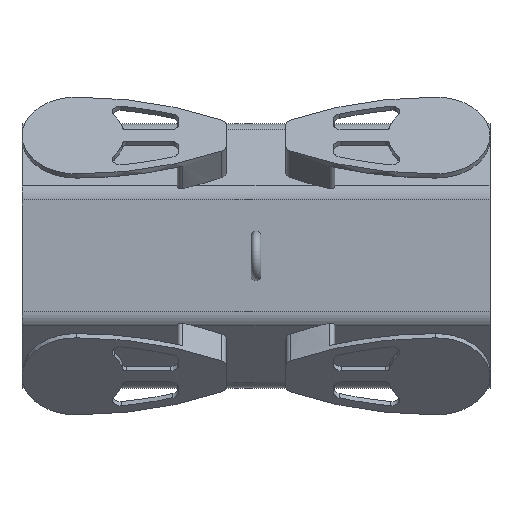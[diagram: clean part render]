
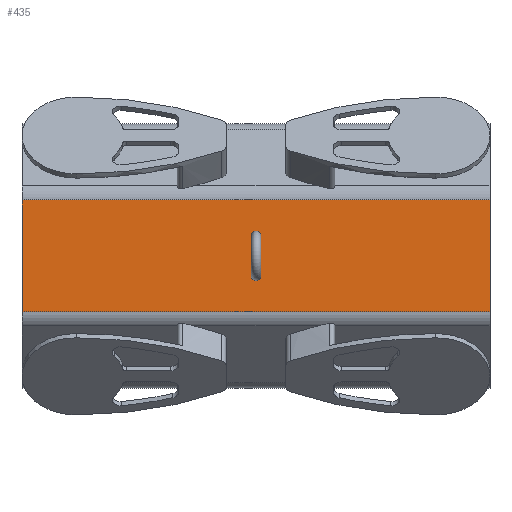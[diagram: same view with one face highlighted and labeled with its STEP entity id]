
A CAD part, top view. The second image highlights one B-rep face of the part: STEP entity #435.
In plain terms, the highlighted planar face has unit normal (0, 0, 1).
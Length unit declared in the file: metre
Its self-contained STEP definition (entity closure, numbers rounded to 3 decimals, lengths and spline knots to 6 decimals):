
#435 = ADVANCED_FACE( '', ( #898, #899, #900 ), #901, .T. );
#898 = FACE_BOUND( '', #1356, .T. );
#899 = FACE_BOUND( '', #1357, .T. );
#900 = FACE_OUTER_BOUND( '', #1358, .T. );
#901 = PLANE( '', #1359 );
#1356 = EDGE_LOOP( '', ( #2687 ) );
#1357 = EDGE_LOOP( '', ( #2688 ) );
#1358 = EDGE_LOOP( '', ( #2689, #2690, #2691, #2692 ) );
#1359 = AXIS2_PLACEMENT_3D( '', #2693, #2694, #2695 );
#2687 = ORIENTED_EDGE( '', *, *, #2942, .T. );
#2688 = ORIENTED_EDGE( '', *, *, #3152, .T. );
#2689 = ORIENTED_EDGE( '', *, *, #2831, .F. );
#2690 = ORIENTED_EDGE( '', *, *, #2794, .F. );
#2691 = ORIENTED_EDGE( '', *, *, #3007, .T. );
#2692 = ORIENTED_EDGE( '', *, *, #3217, .F. );
#2693 = CARTESIAN_POINT( '', ( -0.150285, -1.1479, 0.64988 ) );
#2694 = DIRECTION( '', ( 0., 0., 1. ) );
#2695 = DIRECTION( '', ( 1., 0., 0. ) );
#2794 = EDGE_CURVE( '', #3390, #3392, #3393, .T. );
#2831 = EDGE_CURVE( '', #3392, #3455, #3456, .T. );
#2942 = EDGE_CURVE( '', #3636, #3636, #3637, .F. );
#3007 = EDGE_CURVE( '', #3390, #3734, #3735, .T. );
#3152 = EDGE_CURVE( '', #3937, #3937, #3938, .T. );
#3217 = EDGE_CURVE( '', #3455, #3734, #4013, .T. );
#3390 = VERTEX_POINT( '', #4224 );
#3392 = VERTEX_POINT( '', #4226 );
#3393 = LINE( '', #4227, #4228 );
#3455 = VERTEX_POINT( '', #4310 );
#3456 = LINE( '', #4311, #4312 );
#3636 = VERTEX_POINT( '', #4538 );
#3637 = CIRCLE( '', #4539, 0.003175 );
#3734 = VERTEX_POINT( '', #4656 );
#3735 = LINE( '', #4657, #4658 );
#3937 = VERTEX_POINT( '', #4910 );
#3938 = CIRCLE( '', #4911, 0.003175 );
#4013 = LINE( '', #4999, #5000 );
#4224 = CARTESIAN_POINT( '', ( -0.150283, -1.201818, 0.64988 ) );
#4226 = CARTESIAN_POINT( '', ( -0.150283, -1.129928, 0.64988 ) );
#4227 = CARTESIAN_POINT( '', ( -0.150283, -1.1479, 0.64988 ) );
#4228 = VECTOR( '', #5161, 1. );
#4310 = CARTESIAN_POINT( '', ( 0.150283, -1.129928, 0.64988 ) );
#4311 = CARTESIAN_POINT( '', ( -0.150285, -1.129928, 0.64988 ) );
#4312 = VECTOR( '', #5206, 1. );
#4538 = CARTESIAN_POINT( '', ( 0.003175, -1.178573, 0.64988 ) );
#4539 = AXIS2_PLACEMENT_3D( '', #5379, #5380, #5381 );
#4656 = CARTESIAN_POINT( '', ( 0.150283, -1.201818, 0.64988 ) );
#4657 = CARTESIAN_POINT( '', ( -0.150285, -1.201818, 0.64988 ) );
#4658 = VECTOR( '', #5492, 1. );
#4910 = CARTESIAN_POINT( '', ( 0., -1.156348, 0.64988 ) );
#4911 = AXIS2_PLACEMENT_3D( '', #5726, #5727, #5728 );
#4999 = CARTESIAN_POINT( '', ( 0.150283, -1.1479, 0.64988 ) );
#5000 = VECTOR( '', #5808, 1. );
#5161 = DIRECTION( '', ( 0., 1., 0. ) );
#5206 = DIRECTION( '', ( 1., 0., 0. ) );
#5379 = CARTESIAN_POINT( '', ( 0., -1.178573, 0.64988 ) );
#5380 = DIRECTION( '', ( 0., 0., 1. ) );
#5381 = DIRECTION( '', ( 1., 0., 0. ) );
#5492 = DIRECTION( '', ( 1., 0., 0. ) );
#5726 = CARTESIAN_POINT( '', ( 0., -1.153173, 0.64988 ) );
#5727 = DIRECTION( '', ( 0., 0., -1. ) );
#5728 = DIRECTION( '', ( 0., -1., 0. ) );
#5808 = DIRECTION( '', ( 0., -1., 0. ) );
